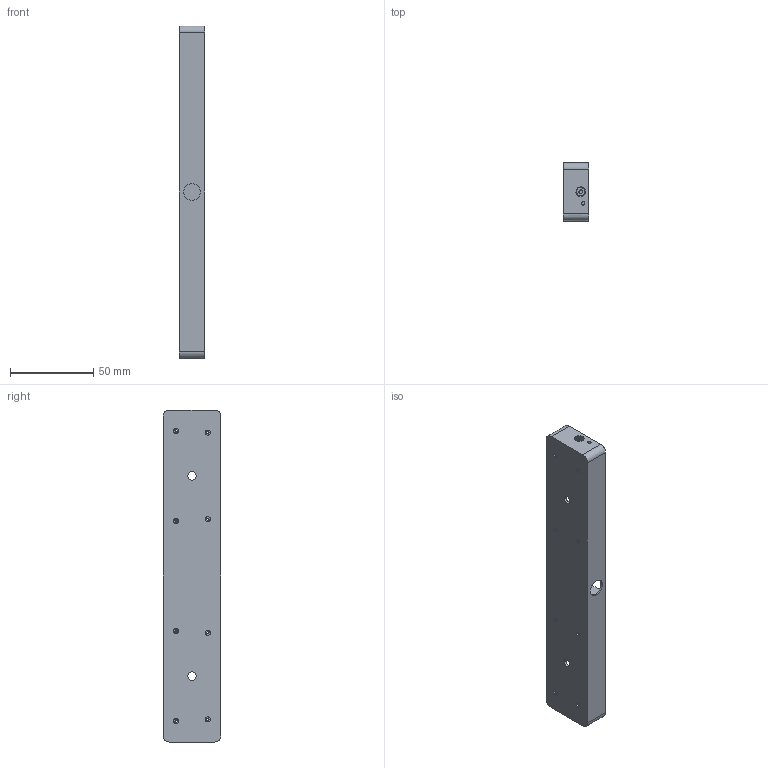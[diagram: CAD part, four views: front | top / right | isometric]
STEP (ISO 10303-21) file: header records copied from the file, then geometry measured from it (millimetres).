
FILE_DESCRIPTION(/* description */ (''),/* implementation_level */ '2;1');
FILE_NAME(/* name */ 'top.step',/* time_stamp */ '2024-01-21T15:26:40Z',/* author */ (''),/* organization */ (''),/* preprocessor_version */ 'ST-DEVELOPER v20',/* originating_system */ 'Autodesk Translation Framework v12.14.0.127',/* authorisation */ '');
FILE_SCHEMA (('AUTOMOTIVE_DESIGN { 1 0 10303 214 3 1 1 }'));
Length unit declared in the file: millimetre
Products named in the file (1): top
Bounding box: 15.42 x 34.6 x 199 mm (x, y, z)
Volume: 47776.5 mm3; surface area: 27960.4 mm2
Topology: 1 solids, 1 shells, 166 faces, 392 edges, 261 vertices
Faces by surface type: plane 116, cylinder 42, bspline 8
Full cylindrical faces by diameter (mm): 1.4 x10, 2 x1, 2.15 x2, 3 x8, 3.75 x8, 5 x2, 6 x1, 6.75 x8, 10.2 x1, 30.6 x1
Entity records: 6722 total; most frequent: CARTESIAN_POINT 2768, ORIENTED_EDGE 784, DIRECTION 783, EDGE_CURVE 392, LINE 279, VECTOR 279, VERTEX_POINT 261, AXIS2_PLACEMENT_3D 252
